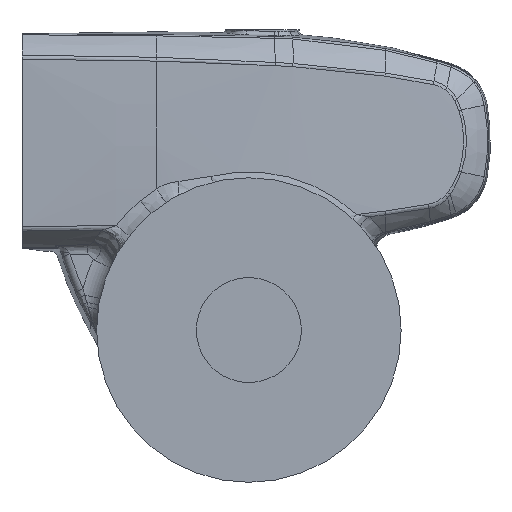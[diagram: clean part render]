
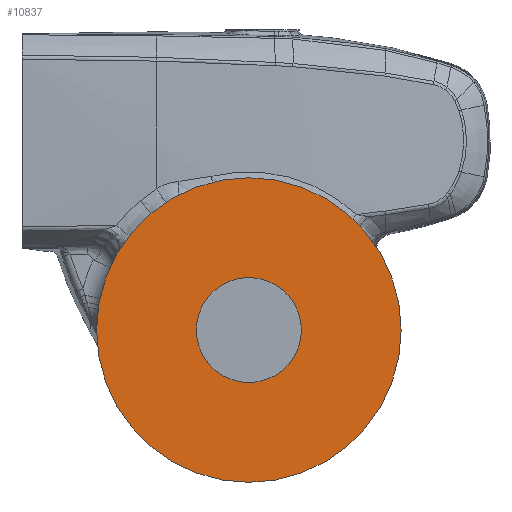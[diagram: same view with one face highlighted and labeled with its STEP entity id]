
A CAD part, front view. The second image highlights one B-rep face of the part: STEP entity #10837.
In plain terms, the highlighted planar face has unit normal (0, -1, 0).
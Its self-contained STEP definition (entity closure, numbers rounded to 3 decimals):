
#53 = CIRCLE ( 'NONE', #21510, 72.5 ) ;
#1568 = CIRCLE ( 'NONE', #10756, 72.5 ) ;
#1763 = ORIENTED_EDGE ( 'NONE', *, *, #13068, .F. ) ;
#3017 = ORIENTED_EDGE ( 'NONE', *, *, #6033, .T. ) ;
#3472 = DIRECTION ( 'NONE',  ( -1., 0., 0. ) ) ;
#3977 = VERTEX_POINT ( 'NONE', #12479 ) ;
#4250 = CARTESIAN_POINT ( 'NONE',  ( 0., -19., 0. ) ) ;
#4655 = CARTESIAN_POINT ( 'NONE',  ( 0., -19., -72.5 ) ) ;
#5985 = FACE_BOUND ( 'NONE', #19283, .T. ) ;
#6033 = EDGE_CURVE ( 'NONE', #21645, #22183, #53, .T. ) ;
#8735 = DIRECTION ( 'NONE',  ( 0., 1., 0. ) ) ;
#8746 = DIRECTION ( 'NONE',  ( 0., -1., 0. ) ) ;
#8798 = CARTESIAN_POINT ( 'NONE',  ( 0., -19., 72.5 ) ) ;
#9770 = DIRECTION ( 'NONE',  ( 0., 1., 0. ) ) ;
#10372 = VERTEX_POINT ( 'NONE', #20834 ) ;
#10756 = AXIS2_PLACEMENT_3D ( 'NONE', #4250, #9770, #16656 ) ;
#10837 = ADVANCED_FACE ( 'NONE', ( #5985, #22666 ), #20756, .T. ) ;
#11396 = AXIS2_PLACEMENT_3D ( 'NONE', #12711, #18477, #14874 ) ;
#11721 = DIRECTION ( 'NONE',  ( 1., 0., 0. ) ) ;
#12479 = CARTESIAN_POINT ( 'NONE',  ( -25., -19., 0. ) ) ;
#12711 = CARTESIAN_POINT ( 'NONE',  ( 0., -19., 0. ) ) ;
#13068 = EDGE_CURVE ( 'NONE', #3977, #10372, #22534, .T. ) ;
#14665 = EDGE_LOOP ( 'NONE', ( #17450, #3017 ) ) ;
#14874 = DIRECTION ( 'NONE',  ( -1., 0., 0. ) ) ;
#15507 = ORIENTED_EDGE ( 'NONE', *, *, #22308, .T. ) ;
#16232 = DIRECTION ( 'NONE',  ( 0., 0., 1. ) ) ;
#16590 = EDGE_CURVE ( 'NONE', #21645, #22183, #1568, .T. ) ;
#16656 = DIRECTION ( 'NONE',  ( 0., 0., 1. ) ) ;
#17450 = ORIENTED_EDGE ( 'NONE', *, *, #16590, .F. ) ;
#18400 = AXIS2_PLACEMENT_3D ( 'NONE', #20867, #18848, #11721 ) ;
#18477 = DIRECTION ( 'NONE',  ( 0., -1., 0. ) ) ;
#18848 = DIRECTION ( 'NONE',  ( 0., -1., 0. ) ) ;
#19283 = EDGE_LOOP ( 'NONE', ( #1763, #15507 ) ) ;
#20139 = CIRCLE ( 'NONE', #22431, 25. ) ;
#20756 = PLANE ( 'NONE',  #18400 ) ;
#20834 = CARTESIAN_POINT ( 'NONE',  ( 25., -19., 0. ) ) ;
#20867 = CARTESIAN_POINT ( 'NONE',  ( 72.55, -19., 72.55 ) ) ;
#21510 = AXIS2_PLACEMENT_3D ( 'NONE', #23168, #8746, #16232 ) ;
#21645 = VERTEX_POINT ( 'NONE', #8798 ) ;
#22183 = VERTEX_POINT ( 'NONE', #4655 ) ;
#22308 = EDGE_CURVE ( 'NONE', #3977, #10372, #20139, .T. ) ;
#22431 = AXIS2_PLACEMENT_3D ( 'NONE', #23412, #8735, #3472 ) ;
#22534 = CIRCLE ( 'NONE', #11396, 25. ) ;
#22666 = FACE_OUTER_BOUND ( 'NONE', #14665, .T. ) ;
#23168 = CARTESIAN_POINT ( 'NONE',  ( 0., -19., 0. ) ) ;
#23412 = CARTESIAN_POINT ( 'NONE',  ( 0., -19., 0. ) ) ;
